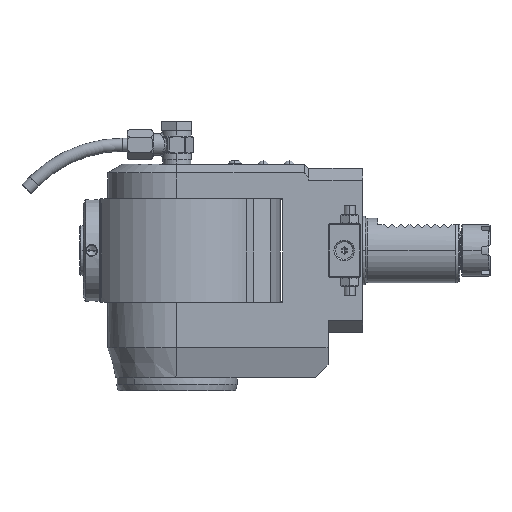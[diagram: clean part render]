
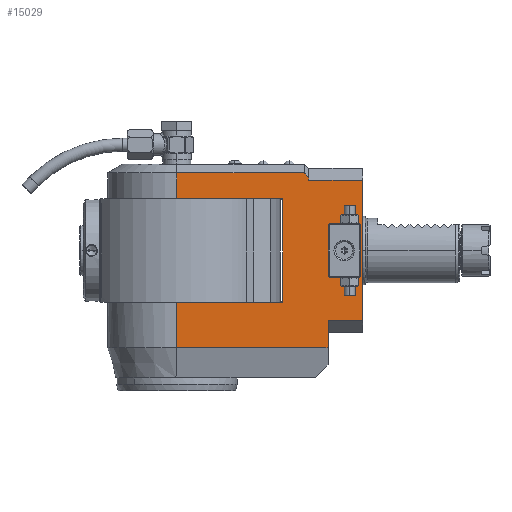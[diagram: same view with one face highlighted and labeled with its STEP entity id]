
A CAD part, left-side view. The second image highlights one B-rep face of the part: STEP entity #15029.
In plain terms, the highlighted planar face has unit normal (-1, 0, 0).
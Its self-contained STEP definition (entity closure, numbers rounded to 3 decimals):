
#3320=DIRECTION('',(0.,1.,0.));
#3321=VECTOR('',#3320,59.);
#3322=CARTESIAN_POINT('',(-32.,-59.,35.959));
#3323=LINE('',#3322,#3321);
#3344=DIRECTION('',(0.,0.,1.));
#3345=VECTOR('',#3344,0.5);
#3346=CARTESIAN_POINT('',(-32.,-59.,35.459));
#3347=LINE('',#3346,#3345);
#3352=DIRECTION('',(0.,1.,0.));
#3353=VECTOR('',#3352,0.433);
#3354=CARTESIAN_POINT('',(-32.,-59.433,35.459));
#3355=LINE('',#3354,#3353);
#3356=DIRECTION('',(0.,0.655,0.756));
#3357=VECTOR('',#3356,2.394);
#3358=CARTESIAN_POINT('',(-32.,-61.,33.649));
#3359=LINE('',#3358,#3357);
#3360=DIRECTION('',(0.,-1.,0.));
#3361=VECTOR('',#3360,25.);
#3362=CARTESIAN_POINT('',(-32.,-61.,32.515));
#3363=LINE('',#3362,#3361);
#3364=DIRECTION('',(0.,-1.,0.));
#3365=VECTOR('',#3364,16.);
#3366=CARTESIAN_POINT('',(-32.,-70.,-32.515));
#3367=LINE('',#3366,#3365);
#3368=DIRECTION('',(0.,1.,0.));
#3369=VECTOR('',#3368,23.368);
#3370=CARTESIAN_POINT('',(-32.,-49.,24.));
#3371=LINE('',#3370,#3369);
#3372=DIRECTION('',(0.,0.,1.));
#3373=VECTOR('',#3372,24.);
#3374=CARTESIAN_POINT('',(-32.,-85.,-12.));
#3375=LINE('',#3374,#3373);
#3376=DIRECTION('',(0.,-0.707,-0.707));
#3377=VECTOR('',#3376,0.707);
#3378=CARTESIAN_POINT('',(-32.,-84.5,12.5));
#3379=LINE('',#3378,#3377);
#3380=DIRECTION('',(0.,1.,0.));
#3381=VECTOR('',#3380,14.);
#3382=CARTESIAN_POINT('',(-32.,-84.5,12.5));
#3383=LINE('',#3382,#3381);
#3384=DIRECTION('',(0.,-0.707,0.707));
#3385=VECTOR('',#3384,0.707);
#3386=CARTESIAN_POINT('',(-32.,-70.,12.));
#3387=LINE('',#3386,#3385);
#3388=DIRECTION('',(0.,0.,-1.));
#3389=VECTOR('',#3388,24.);
#3390=CARTESIAN_POINT('',(-32.,-70.,12.));
#3391=LINE('',#3390,#3389);
#3392=DIRECTION('',(0.,0.707,0.707));
#3393=VECTOR('',#3392,0.707);
#3394=CARTESIAN_POINT('',(-32.,-70.5,-12.5));
#3395=LINE('',#3394,#3393);
#3396=DIRECTION('',(0.,-1.,0.));
#3397=VECTOR('',#3396,14.);
#3398=CARTESIAN_POINT('',(-32.,-70.5,-12.5));
#3399=LINE('',#3398,#3397);
#3400=DIRECTION('',(0.,0.707,-0.707));
#3401=VECTOR('',#3400,0.707);
#3402=CARTESIAN_POINT('',(-32.,-85.,-12.));
#3403=LINE('',#3402,#3401);
#3408=DIRECTION('',(0.,0.,-1.));
#3409=VECTOR('',#3408,11.959);
#3410=CARTESIAN_POINT('',(-32.,0.,
35.959));
#3411=LINE('',#3410,#3409);
#3493=DIRECTION('',(0.,0.,-1.));
#3494=VECTOR('',#3493,65.03);
#3495=CARTESIAN_POINT('',(-32.,-86.,32.515));
#3496=LINE('',#3495,#3494);
#3687=DIRECTION('',(0.,0.,1.));
#3688=VECTOR('',#3687,1.134);
#3689=CARTESIAN_POINT('',(-32.,-61.,32.515));
#3690=LINE('',#3689,#3688);
#3723=DIRECTION('',(0.,0.,1.));
#3724=VECTOR('',#3723,12.485);
#3725=CARTESIAN_POINT('',(-32.,-70.,-45.));
#3726=LINE('',#3725,#3724);
#3743=DIRECTION('',(0.,-1.,0.));
#3744=VECTOR('',#3743,70.);
#3745=CARTESIAN_POINT('',(-32.,0.,
-45.));
#3746=LINE('',#3745,#3744);
#3800=DIRECTION('',(0.,0.,-1.));
#3801=VECTOR('',#3800,21.);
#3802=CARTESIAN_POINT('',(-32.,0.,-24.));
#3803=LINE('',#3802,#3801);
#3808=CARTESIAN_POINT('',(-32.,0.,
-45.));
#3934=DIRECTION('',(0.,1.,0.));
#3935=VECTOR('',#3934,25.632);
#3936=CARTESIAN_POINT('',(-32.,-25.632,-24.));
#3937=LINE('',#3936,#3935);
#3973=DIRECTION('',(0.,0.,-1.));
#3974=VECTOR('',#3973,48.);
#3975=CARTESIAN_POINT('',(-32.,-49.,24.));
#3976=LINE('',#3975,#3974);
#4041=DIRECTION('',(0.,1.,0.));
#4042=VECTOR('',#4041,23.368);
#4043=CARTESIAN_POINT('',(-32.,-49.,-24.));
#4044=LINE('',#4043,#4042);
#4460=DIRECTION('',(0.,-1.,0.));
#4461=VECTOR('',#4460,25.632);
#4462=CARTESIAN_POINT('',(-32.,0.,24.));
#4463=LINE('',#4462,#4461);
#10797=CARTESIAN_POINT('',(-32.,-61.,33.649));
#10798=CARTESIAN_POINT('',(-32.,-59.433,35.459));
#10799=VERTEX_POINT('',#10797);
#10800=VERTEX_POINT('',#10798);
#11202=CARTESIAN_POINT('',(-32.,-85.,-12.));
#11203=CARTESIAN_POINT('',(-32.,-85.,12.));
#11204=VERTEX_POINT('',#11202);
#11205=VERTEX_POINT('',#11203);
#11206=CARTESIAN_POINT('',(-32.,-84.5,12.5));
#11207=CARTESIAN_POINT('',(-32.,-70.5,12.5));
#11208=VERTEX_POINT('',#11206);
#11209=VERTEX_POINT('',#11207);
#11210=CARTESIAN_POINT('',(-32.,-70.,12.));
#11211=CARTESIAN_POINT('',(-32.,-70.,-12.));
#11212=VERTEX_POINT('',#11210);
#11213=VERTEX_POINT('',#11211);
#11214=CARTESIAN_POINT('',(-32.,-70.5,-12.5));
#11215=CARTESIAN_POINT('',(-32.,-84.5,-12.5));
#11216=VERTEX_POINT('',#11214);
#11217=VERTEX_POINT('',#11215);
#11883=CARTESIAN_POINT('',(-32.,-86.,32.515));
#11885=VERTEX_POINT('',#11883);
#11890=CARTESIAN_POINT('',(-32.,-49.,24.));
#11891=CARTESIAN_POINT('',(-32.,-49.,-24.));
#11892=VERTEX_POINT('',#11890);
#11893=VERTEX_POINT('',#11891);
#11906=CARTESIAN_POINT('',(-32.,-25.632,-24.));
#11907=VERTEX_POINT('',#11906);
#11910=CARTESIAN_POINT('',(-32.,-25.632,24.));
#11911=VERTEX_POINT('',#11910);
#11922=CARTESIAN_POINT('',(-32.,-70.,-45.));
#11924=VERTEX_POINT('',#11922);
#11930=CARTESIAN_POINT('',(-32.,-86.,-32.515));
#11931=VERTEX_POINT('',#11930);
#11940=CARTESIAN_POINT('',(-32.,-70.,-32.515));
#11941=VERTEX_POINT('',#11940);
#11942=CARTESIAN_POINT('',(-32.,-59.,35.959));
#11943=CARTESIAN_POINT('',(-32.,0.,
35.959));
#11944=VERTEX_POINT('',#11942);
#11945=VERTEX_POINT('',#11943);
#11992=VERTEX_POINT('',#3808);
#11997=CARTESIAN_POINT('',(-32.,-59.,35.459));
#11999=VERTEX_POINT('',#11997);
#12111=CARTESIAN_POINT('',(-32.,-61.,32.515));
#12112=VERTEX_POINT('',#12111);
#12117=CARTESIAN_POINT('',(-32.,0.,-24.));
#12118=VERTEX_POINT('',#12117);
#12120=CARTESIAN_POINT('',(-32.,0.,24.));
#12122=VERTEX_POINT('',#12120);
#14974=CARTESIAN_POINT('',(-32.,0.,-59.));
#14975=DIRECTION('',(-1.,0.,0.));
#14976=DIRECTION('',(0.,-1.,0.));
#14977=AXIS2_PLACEMENT_3D('',#14974,#14975,#14976);
#14978=PLANE('',#14977);
#14980=ORIENTED_EDGE('',*,*,#14979,.F.);
#14981=ORIENTED_EDGE('',*,*,#14922,.F.);
#14982=ORIENTED_EDGE('',*,*,#14968,.F.);
#14983=ORIENTED_EDGE('',*,*,#14957,.F.);
#14984=ORIENTED_EDGE('',*,*,#14944,.F.);
#14986=ORIENTED_EDGE('',*,*,#14985,.F.);
#14988=ORIENTED_EDGE('',*,*,#14987,.T.);
#14990=ORIENTED_EDGE('',*,*,#14989,.T.);
#14992=ORIENTED_EDGE('',*,*,#14991,.F.);
#14994=ORIENTED_EDGE('',*,*,#14993,.F.);
#14996=ORIENTED_EDGE('',*,*,#14995,.F.);
#14998=ORIENTED_EDGE('',*,*,#14997,.F.);
#15000=ORIENTED_EDGE('',*,*,#14999,.F.);
#15002=ORIENTED_EDGE('',*,*,#15001,.F.);
#15004=ORIENTED_EDGE('',*,*,#15003,.F.);
#15006=ORIENTED_EDGE('',*,*,#15005,.T.);
#15008=ORIENTED_EDGE('',*,*,#15007,.F.);
#15009=EDGE_LOOP('',(#14980,#14981,#14982,#14983,#14984,#14986,#14988,#14990,
#14992,#14994,#14996,#14998,#15000,#15002,#15004,#15006,#15008));
#15010=FACE_OUTER_BOUND('',#15009,.F.);
#15012=ORIENTED_EDGE('',*,*,#15011,.T.);
#15014=ORIENTED_EDGE('',*,*,#15013,.F.);
#15016=ORIENTED_EDGE('',*,*,#15015,.T.);
#15018=ORIENTED_EDGE('',*,*,#15017,.F.);
#15020=ORIENTED_EDGE('',*,*,#15019,.T.);
#15022=ORIENTED_EDGE('',*,*,#15021,.F.);
#15024=ORIENTED_EDGE('',*,*,#15023,.T.);
#15026=ORIENTED_EDGE('',*,*,#15025,.F.);
#15027=EDGE_LOOP('',(#15012,#15014,#15016,#15018,#15020,#15022,#15024,#15026));
#15028=FACE_BOUND('',#15027,.F.);
#14922=EDGE_CURVE('',#11944,#11945,#3323,.T.);
#14944=EDGE_CURVE('',#10799,#10800,#3359,.T.);
#14957=EDGE_CURVE('',#10800,#11999,#3355,.T.);
#14968=EDGE_CURVE('',#11999,#11944,#3347,.T.);
#14979=EDGE_CURVE('',#11945,#12122,#3411,.T.);
#14985=EDGE_CURVE('',#12112,#10799,#3690,.T.);
#14987=EDGE_CURVE('',#12112,#11885,#3363,.T.);
#14989=EDGE_CURVE('',#11885,#11931,#3496,.T.);
#14991=EDGE_CURVE('',#11941,#11931,#3367,.T.);
#14993=EDGE_CURVE('',#11924,#11941,#3726,.T.);
#14995=EDGE_CURVE('',#11992,#11924,#3746,.T.);
#14997=EDGE_CURVE('',#12118,#11992,#3803,.T.);
#14999=EDGE_CURVE('',#11907,#12118,#3937,.T.);
#15001=EDGE_CURVE('',#11893,#11907,#4044,.T.);
#15003=EDGE_CURVE('',#11892,#11893,#3976,.T.);
#15005=EDGE_CURVE('',#11892,#11911,#3371,.T.);
#15007=EDGE_CURVE('',#12122,#11911,#4463,.T.);
#15011=EDGE_CURVE('',#11204,#11205,#3375,.T.);
#15013=EDGE_CURVE('',#11208,#11205,#3379,.T.);
#15015=EDGE_CURVE('',#11208,#11209,#3383,.T.);
#15017=EDGE_CURVE('',#11212,#11209,#3387,.T.);
#15019=EDGE_CURVE('',#11212,#11213,#3391,.T.);
#15021=EDGE_CURVE('',#11216,#11213,#3395,.T.);
#15023=EDGE_CURVE('',#11216,#11217,#3399,.T.);
#15025=EDGE_CURVE('',#11204,#11217,#3403,.T.);
#15029=ADVANCED_FACE('',(#15010,#15028),#14978,.T.);
